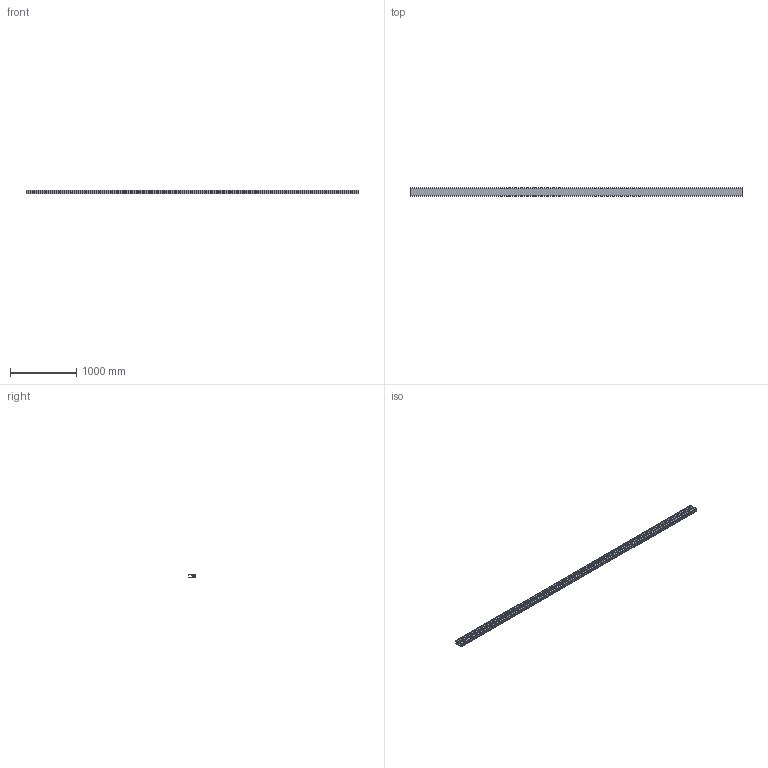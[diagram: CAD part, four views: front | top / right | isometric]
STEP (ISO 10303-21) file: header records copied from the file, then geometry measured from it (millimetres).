
FILE_DESCRIPTION (( 'STEP AP214' ), '1' );
FILE_NAME ('AL_0004-EKO-5000-S-E.STEP', '2024-09-23T11:23:42', ( '' ), ( '' ), 'SwSTEP 2.0', 'SolidWorks 2019', '' );
FILE_SCHEMA (( 'AUTOMOTIVE_DESIGN' ));
Length unit declared in the file: millimetre
Products named in the file (1): AL_0004-EKO-5000-S-E
Bounding box: 5000 x 120.4 x 53 mm (x, y, z)
Volume: 8749954.6 mm3; surface area: 5892520.4 mm2
Topology: 1 solids, 1 shells, 289 faces, 1011 edges, 674 vertices
Faces by surface type: cylinder 182, plane 107
Entity records: 12833 total; most frequent: CARTESIAN_POINT 3925, ORIENTED_EDGE 2022, DIRECTION 1755, EDGE_CURVE 1011, VERTEX_POINT 674, AXIS2_PLACEMENT_3D 654, LINE 447, VECTOR 447
